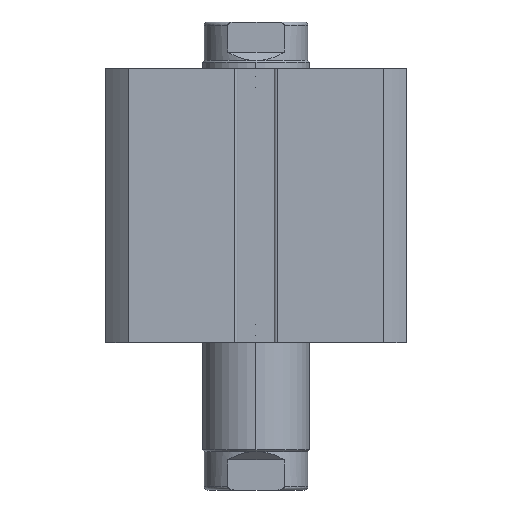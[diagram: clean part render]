
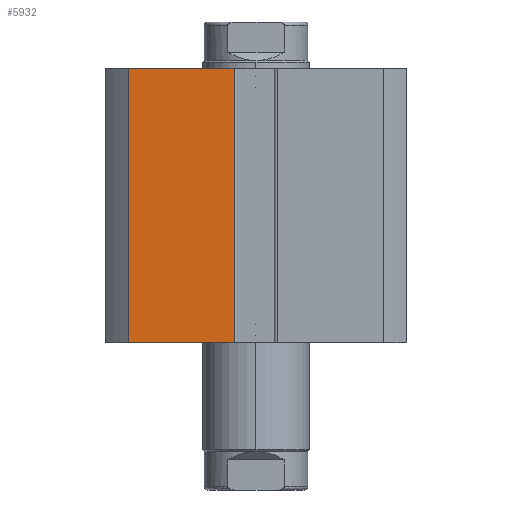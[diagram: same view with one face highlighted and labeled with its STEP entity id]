
A CAD part, front view. The second image highlights one B-rep face of the part: STEP entity #5932.
In plain terms, the highlighted planar face has unit normal (0, -1, 0).
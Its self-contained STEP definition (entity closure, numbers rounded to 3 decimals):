
#272 = EDGE_CURVE ( 'NONE', #6546, #6480, #5489, .T. ) ;
#343 = EDGE_CURVE ( 'NONE', #7033, #6327, #5594, .T. ) ;
#373 = EDGE_CURVE ( 'NONE', #6327, #6480, #5649, .T. ) ;
#377 = EDGE_CURVE ( 'NONE', #7033, #6546, #5662, .T. ) ;
#961 = EDGE_LOOP ( 'NONE', ( #4945, #4944, #4943, #4942 ) ) ;
#1340 = CARTESIAN_POINT ( 'NONE',  ( -22.5, -22.5, 0. ) ) ;
#1341 = DIRECTION ( 'NONE',  ( 1., 0., 0. ) ) ;
#1412 = CARTESIAN_POINT ( 'NONE',  ( -3.2, -22.5, 41. ) ) ;
#1413 = DIRECTION ( 'NONE',  ( 0., 0., 1. ) ) ;
#1420 = CARTESIAN_POINT ( 'NONE',  ( -19.079, -22.5, 0. ) ) ;
#1421 = DIRECTION ( 'NONE',  ( 0., 0., 1. ) ) ;
#3330 = FACE_OUTER_BOUND ( 'NONE', #961, .T. ) ;
#3738 = AXIS2_PLACEMENT_3D ( 'NONE', #3992, #3998, #3999 ) ;
#3989 = PLANE ( 'NONE',  #3738 ) ;
#3992 = CARTESIAN_POINT ( 'NONE',  ( -22.5, -22.5, 41. ) ) ;
#3998 = DIRECTION ( 'NONE',  ( 0., 1., 0. ) ) ;
#3999 = DIRECTION ( 'NONE',  ( 0., 0., 1. ) ) ;
#4071 = CARTESIAN_POINT ( 'NONE',  ( -3.2, -22.5, 0. ) ) ;
#4175 = CARTESIAN_POINT ( 'NONE',  ( -3.2, -22.5, 41. ) ) ;
#4207 = CARTESIAN_POINT ( 'NONE',  ( -19.079, -22.5, 41. ) ) ;
#4248 = CARTESIAN_POINT ( 'NONE',  ( -19.079, -22.5, 0. ) ) ;
#4942 = ORIENTED_EDGE ( 'NONE', *, *, #272, .F. ) ;
#4943 = ORIENTED_EDGE ( 'NONE', *, *, #373, .T. ) ;
#4944 = ORIENTED_EDGE ( 'NONE', *, *, #343, .T. ) ;
#4945 = ORIENTED_EDGE ( 'NONE', *, *, #377, .F. ) ;
#5489 = LINE ( 'NONE', #6148, #5490 ) ;
#5490 = VECTOR ( 'NONE', #6146, 1000. ) ;
#5594 = LINE ( 'NONE', #1340, #5598 ) ;
#5598 = VECTOR ( 'NONE', #1341, 1000. ) ;
#5645 = VECTOR ( 'NONE', #1413, 1000. ) ;
#5649 = LINE ( 'NONE', #1412, #5645 ) ;
#5662 = LINE ( 'NONE', #1420, #5663 ) ;
#5663 = VECTOR ( 'NONE', #1421, 1000. ) ;
#5932 = ADVANCED_FACE ( 'NONE', ( #3330 ), #3989, .F. ) ;
#6146 = DIRECTION ( 'NONE',  ( 1., 0., 0. ) ) ;
#6148 = CARTESIAN_POINT ( 'NONE',  ( -22.5, -22.5, 41. ) ) ;
#6327 = VERTEX_POINT ( 'NONE', #4071 ) ;
#6480 = VERTEX_POINT ( 'NONE', #4175 ) ;
#6546 = VERTEX_POINT ( 'NONE', #4207 ) ;
#7033 = VERTEX_POINT ( 'NONE', #4248 ) ;
